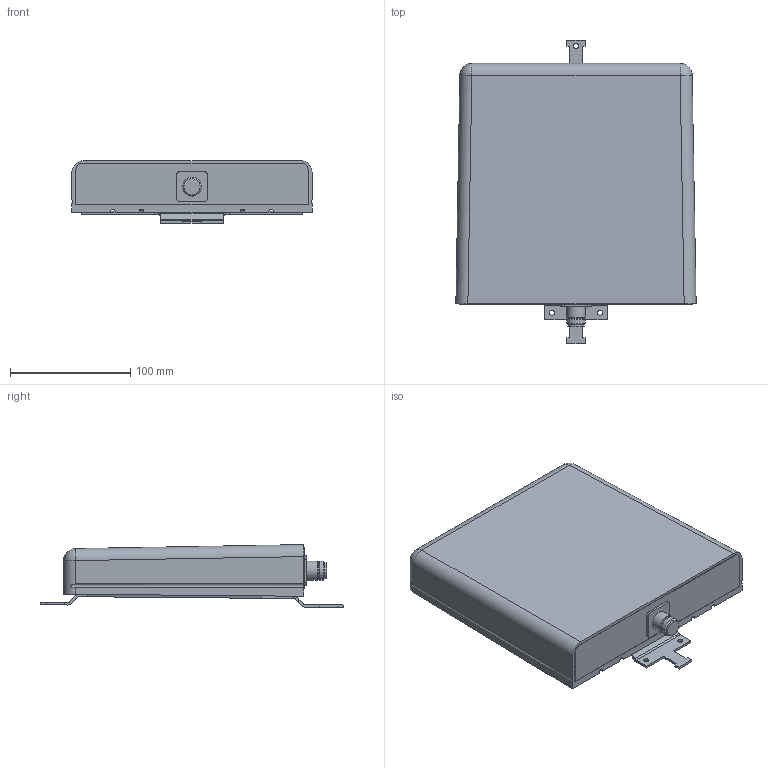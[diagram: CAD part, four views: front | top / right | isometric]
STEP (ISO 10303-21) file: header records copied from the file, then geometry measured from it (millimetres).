
FILE_DESCRIPTION (( 'STEP AP214' ), '1' );
FILE_NAME ('6GK57928DN000AA6_001_STEP.STEP', '2015-05-11T11:45:15', ( '' ), ( '' ), 'SwSTEP 2.0', 'SolidWorks 2014', '' );
FILE_SCHEMA (( 'AUTOMOTIVE_DESIGN' ));
Length unit declared in the file: millimetre
Products named in the file (2): 6GK57928DN000AA6_001_STEP; Body
Assembly tree (1 placements, depth 2):
  6GK57928DN000AA6_001_STEP
    Body
Bounding box: 200 x 253.01 x 52.29 mm (x, y, z)
Volume: 1619254.3 mm3; surface area: 118913.5 mm2
Topology: 1 solids, 1 shells, 108 faces, 316 edges, 204 vertices
Faces by surface type: plane 68, cylinder 30, bspline 6, sphere 2, cone 2
Full cylindrical faces by diameter (mm): 4.3 x3, 13.5 x1, 14.425 x1, 15.7 x1, 15.85 x1
Entity records: 5048 total; most frequent: CARTESIAN_POINT 1135, ORIENTED_EDGE 604, DIRECTION 502, EDGE_CURVE 302, VERTEX_POINT 201, VECTOR 194, LINE 194, AXIS2_PLACEMENT_3D 154
